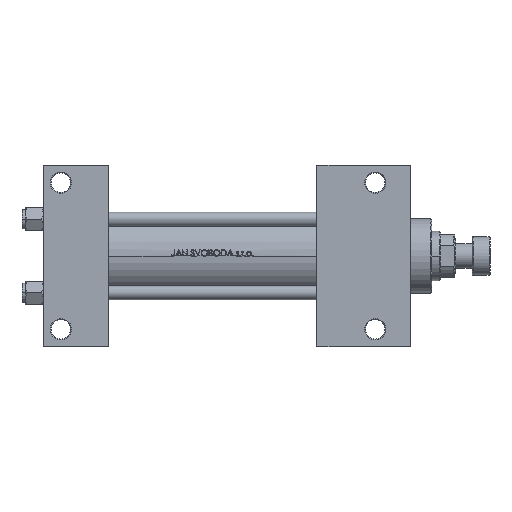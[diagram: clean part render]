
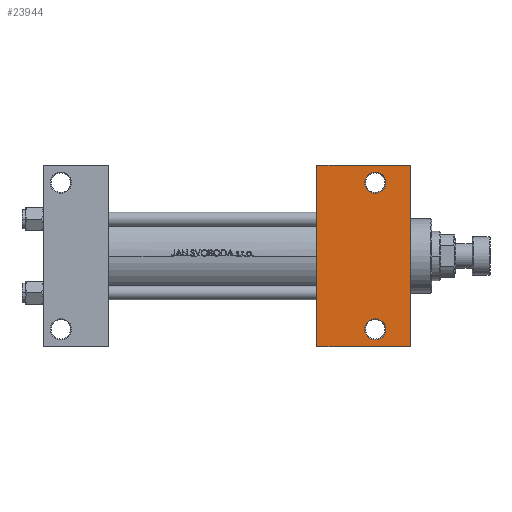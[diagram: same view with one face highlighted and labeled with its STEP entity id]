
A CAD part, front view. The second image highlights one B-rep face of the part: STEP entity #23944.
In plain terms, the highlighted face is planar.
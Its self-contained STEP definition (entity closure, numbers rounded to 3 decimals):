
#1378 = CARTESIAN_POINT ( 'NONE',  ( 182., 41.5, -30. ) ) ;
#1685 = DIRECTION ( 'NONE',  ( 0., 0., 1. ) ) ;
#3143 = AXIS2_PLACEMENT_3D ( 'NONE', #3158, #49345, #26486 ) ;
#3158 = CARTESIAN_POINT ( 'NONE',  ( 188., 41.5, -30. ) ) ;
#3177 = AXIS2_PLACEMENT_3D ( 'NONE', #7901, #23137, #50025 ) ;
#4774 = AXIS2_PLACEMENT_3D ( 'NONE', #18696, #34155, #7273 ) ;
#4928 = DIRECTION ( 'NONE',  ( 0., 1., 0. ) ) ;
#5675 = DIRECTION ( 'NONE',  ( 0., 0., 1. ) ) ;
#6246 = ORIENTED_EDGE ( 'NONE', *, *, #25229, .F. ) ;
#6458 = AXIS2_PLACEMENT_3D ( 'NONE', #16602, #5675, #4928 ) ;
#6604 = VECTOR ( 'NONE', #24871, 1000. ) ;
#7273 = DIRECTION ( 'NONE',  ( 0., 1., 0. ) ) ;
#7652 = FACE_BOUND ( 'NONE', #45884, .T. ) ;
#7901 = CARTESIAN_POINT ( 'NONE',  ( 208., 30., -30. ) ) ;
#8797 = CARTESIAN_POINT ( 'NONE',  ( 188., -41.5, -30. ) ) ;
#9153 = LINE ( 'NONE', #24631, #6604 ) ;
#10474 = CARTESIAN_POINT ( 'NONE',  ( 194., 41.5, -30. ) ) ;
#11816 = ORIENTED_EDGE ( 'NONE', *, *, #40441, .T. ) ;
#12268 = VERTEX_POINT ( 'NONE', #1378 ) ;
#13184 = DIRECTION ( 'NONE',  ( 1., 0., 0. ) ) ;
#14266 = CARTESIAN_POINT ( 'NONE',  ( 182., -41.5, -30. ) ) ;
#14627 = ORIENTED_EDGE ( 'NONE', *, *, #46738, .T. ) ;
#16602 = CARTESIAN_POINT ( 'NONE',  ( 188., 41.5, -30. ) ) ;
#16960 = CIRCLE ( 'NONE', #4774, 6. ) ;
#17453 = EDGE_LOOP ( 'NONE', ( #47924, #11816 ) ) ;
#17705 = LINE ( 'NONE', #21029, #36500 ) ;
#18696 = CARTESIAN_POINT ( 'NONE',  ( 188., -41.5, -30. ) ) ;
#19572 = PLANE ( 'NONE',  #3177 ) ;
#20275 = CARTESIAN_POINT ( 'NONE',  ( 208., 30., -30. ) ) ;
#21029 = CARTESIAN_POINT ( 'NONE',  ( 155., 30., -30. ) ) ;
#21578 = ORIENTED_EDGE ( 'NONE', *, *, #39148, .T. ) ;
#22055 = VERTEX_POINT ( 'NONE', #14266 ) ;
#22440 = EDGE_CURVE ( 'NONE', #22055, #33436, #16960, .T. ) ;
#22764 = EDGE_CURVE ( 'NONE', #12268, #39906, #25016, .T. ) ;
#23137 = DIRECTION ( 'NONE',  ( 0., 0., -1. ) ) ;
#23335 = VECTOR ( 'NONE', #43864, 1000. ) ;
#23944 = ADVANCED_FACE ( 'NONE', ( #7652, #45967, #34545 ), #19572, .T. ) ;
#24631 = CARTESIAN_POINT ( 'NONE',  ( 155., -51.5, -30. ) ) ;
#24871 = DIRECTION ( 'NONE',  ( -1., 0., 0. ) ) ;
#25016 = CIRCLE ( 'NONE', #3143, 6. ) ;
#25229 = EDGE_CURVE ( 'NONE', #39916, #27996, #17705, .T. ) ;
#26486 = DIRECTION ( 'NONE',  ( 0., 1., 0. ) ) ;
#27416 = CIRCLE ( 'NONE', #35557, 6. ) ;
#27996 = VERTEX_POINT ( 'NONE', #49693 ) ;
#28022 = ORIENTED_EDGE ( 'NONE', *, *, #30096, .T. ) ;
#29731 = CARTESIAN_POINT ( 'NONE',  ( 155., 51.5, -30. ) ) ;
#30096 = EDGE_CURVE ( 'NONE', #39916, #45825, #47948, .T. ) ;
#33436 = VERTEX_POINT ( 'NONE', #40220 ) ;
#33671 = VECTOR ( 'NONE', #13184, 1000. ) ;
#34057 = ORIENTED_EDGE ( 'NONE', *, *, #22764, .T. ) ;
#34155 = DIRECTION ( 'NONE',  ( 0., 0., 1. ) ) ;
#34545 = FACE_OUTER_BOUND ( 'NONE', #44145, .T. ) ;
#34990 = LINE ( 'NONE', #20275, #23335 ) ;
#35557 = AXIS2_PLACEMENT_3D ( 'NONE', #8797, #1685, #48366 ) ;
#35829 = VERTEX_POINT ( 'NONE', #48463 ) ;
#36500 = VECTOR ( 'NONE', #44348, 1000. ) ;
#38832 = CIRCLE ( 'NONE', #6458, 6. ) ;
#39148 = EDGE_CURVE ( 'NONE', #45825, #35829, #34990, .T. ) ;
#39906 = VERTEX_POINT ( 'NONE', #10474 ) ;
#39916 = VERTEX_POINT ( 'NONE', #29731 ) ;
#40220 = CARTESIAN_POINT ( 'NONE',  ( 194., -41.5, -30. ) ) ;
#40441 = EDGE_CURVE ( 'NONE', #33436, #22055, #27416, .T. ) ;
#41507 = ORIENTED_EDGE ( 'NONE', *, *, #42388, .T. ) ;
#42388 = EDGE_CURVE ( 'NONE', #39906, #12268, #38832, .T. ) ;
#43864 = DIRECTION ( 'NONE',  ( 0., -1., 0. ) ) ;
#44145 = EDGE_LOOP ( 'NONE', ( #6246, #28022, #21578, #14627 ) ) ;
#44348 = DIRECTION ( 'NONE',  ( 0., -1., 0. ) ) ;
#45825 = VERTEX_POINT ( 'NONE', #47904 ) ;
#45884 = EDGE_LOOP ( 'NONE', ( #34057, #41507 ) ) ;
#45967 = FACE_BOUND ( 'NONE', #17453, .T. ) ;
#46738 = EDGE_CURVE ( 'NONE', #35829, #27996, #9153, .T. ) ;
#47190 = CARTESIAN_POINT ( 'NONE',  ( 155., 51.5, -30. ) ) ;
#47904 = CARTESIAN_POINT ( 'NONE',  ( 208., 51.5, -30. ) ) ;
#47924 = ORIENTED_EDGE ( 'NONE', *, *, #22440, .T. ) ;
#47948 = LINE ( 'NONE', #47190, #33671 ) ;
#48366 = DIRECTION ( 'NONE',  ( 0., 1., 0. ) ) ;
#48463 = CARTESIAN_POINT ( 'NONE',  ( 208., -51.5, -30. ) ) ;
#49345 = DIRECTION ( 'NONE',  ( 0., 0., 1. ) ) ;
#49693 = CARTESIAN_POINT ( 'NONE',  ( 155., -51.5, -30. ) ) ;
#50025 = DIRECTION ( 'NONE',  ( 0., 1., 0. ) ) ;
